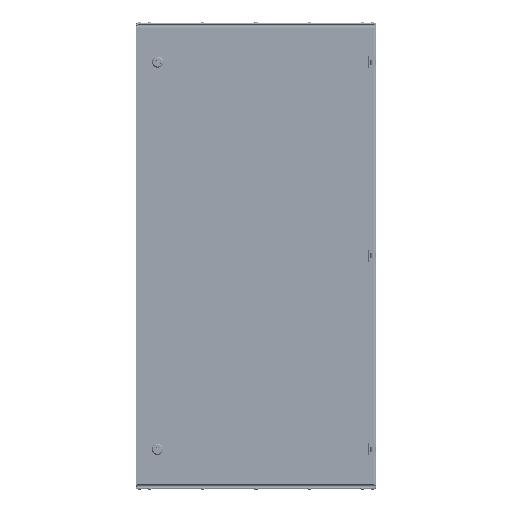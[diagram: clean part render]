
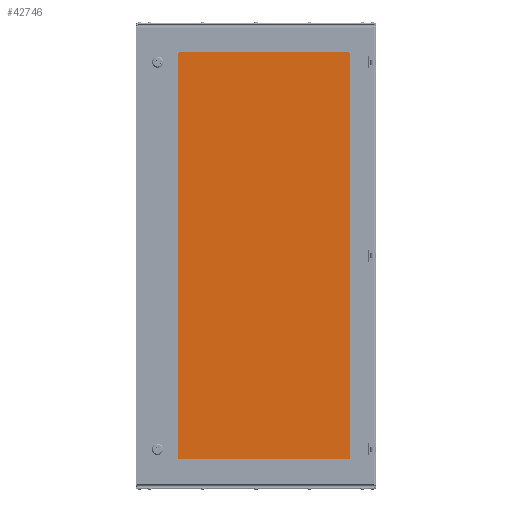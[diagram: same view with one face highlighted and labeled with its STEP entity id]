
A CAD part, top view. The second image highlights one B-rep face of the part: STEP entity #42746.
In plain terms, the highlighted planar face has unit normal (0, 0, 1).
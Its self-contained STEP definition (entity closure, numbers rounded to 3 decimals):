
#3097 = LINE ( 'NONE', #30538, #6301 ) ;
#5222 = ORIENTED_EDGE ( 'NONE', *, *, #28354, .T. ) ;
#5871 = ORIENTED_EDGE ( 'NONE', *, *, #88220, .T. ) ;
#6301 = VECTOR ( 'NONE', #30107, 1000. ) ;
#13073 = CARTESIAN_POINT ( 'NONE',  ( -227.75, -520.5, 4. ) ) ;
#13607 = CIRCLE ( 'NONE', #75286, 10. ) ;
#14730 = PLANE ( 'NONE',  #18228 ) ;
#15770 = ORIENTED_EDGE ( 'NONE', *, *, #78197, .T. ) ;
#16743 = VECTOR ( 'NONE', #33908, 1000. ) ;
#16893 = CIRCLE ( 'NONE', #38446, 10. ) ;
#17056 = CARTESIAN_POINT ( 'NONE',  ( 217.75, 520.5, 4. ) ) ;
#18228 = AXIS2_PLACEMENT_3D ( 'NONE', #42131, #19705, #67762 ) ;
#18400 = VERTEX_POINT ( 'NONE', #17056 ) ;
#18991 = CARTESIAN_POINT ( 'NONE',  ( 227.75, -510.5, 4. ) ) ;
#19705 = DIRECTION ( 'NONE',  ( 0., 0., -1. ) ) ;
#19830 = LINE ( 'NONE', #13073, #52676 ) ;
#21931 = DIRECTION ( 'NONE',  ( -1., 0., 0. ) ) ;
#24911 = CARTESIAN_POINT ( 'NONE',  ( -227.75, 510.5, 4. ) ) ;
#25169 = CIRCLE ( 'NONE', #58101, 10. ) ;
#28354 = EDGE_CURVE ( 'NONE', #54806, #57782, #82314, .T. ) ;
#30107 = DIRECTION ( 'NONE',  ( -1., 0., 0. ) ) ;
#30538 = CARTESIAN_POINT ( 'NONE',  ( -227.75, 520.5, 4. ) ) ;
#33859 = CARTESIAN_POINT ( 'NONE',  ( -217.75, 520.5, 4. ) ) ;
#33908 = DIRECTION ( 'NONE',  ( 0., 1., 0. ) ) ;
#34715 = DIRECTION ( 'NONE',  ( 1., 0., 0. ) ) ;
#37721 = CARTESIAN_POINT ( 'NONE',  ( 217.75, 510.5, 4. ) ) ;
#38446 = AXIS2_PLACEMENT_3D ( 'NONE', #37721, #51644, #79474 ) ;
#38706 = DIRECTION ( 'NONE',  ( 0., 0., 1. ) ) ;
#39649 = CARTESIAN_POINT ( 'NONE',  ( -227.75, -510.5, 4. ) ) ;
#40276 = ORIENTED_EDGE ( 'NONE', *, *, #45202, .T. ) ;
#40478 = DIRECTION ( 'NONE',  ( 0., -1., 0. ) ) ;
#41523 = LINE ( 'NONE', #68929, #16743 ) ;
#42131 = CARTESIAN_POINT ( 'NONE',  ( 0., 0., 4. ) ) ;
#42527 = VERTEX_POINT ( 'NONE', #24911 ) ;
#42735 = ORIENTED_EDGE ( 'NONE', *, *, #71524, .T. ) ;
#42746 = ADVANCED_FACE ( 'NONE', ( #81223 ), #14730, .F. ) ;
#45202 = EDGE_CURVE ( 'NONE', #42527, #85775, #19830, .T. ) ;
#47257 = EDGE_CURVE ( 'NONE', #78087, #18400, #16893, .T. ) ;
#49365 = DIRECTION ( 'NONE',  ( -1., 0., 0. ) ) ;
#51644 = DIRECTION ( 'NONE',  ( 0., 0., 1. ) ) ;
#52065 = VERTEX_POINT ( 'NONE', #18991 ) ;
#52676 = VECTOR ( 'NONE', #40478, 1000. ) ;
#54806 = VERTEX_POINT ( 'NONE', #78729 ) ;
#56548 = CARTESIAN_POINT ( 'NONE',  ( 217.75, -510.5, 4. ) ) ;
#56736 = ORIENTED_EDGE ( 'NONE', *, *, #65903, .T. ) ;
#57782 = VERTEX_POINT ( 'NONE', #75089 ) ;
#57785 = VECTOR ( 'NONE', #34715, 1000. ) ;
#58101 = AXIS2_PLACEMENT_3D ( 'NONE', #56548, #77214, #49365 ) ;
#63920 = EDGE_LOOP ( 'NONE', ( #5222, #5871, #42735, #84225, #56736, #72368, #40276, #15770 ) ) ;
#64183 = DIRECTION ( 'NONE',  ( 0., 0., 1. ) ) ;
#65903 = EDGE_CURVE ( 'NONE', #18400, #66681, #3097, .T. ) ;
#66532 = CARTESIAN_POINT ( 'NONE',  ( -217.75, 510.5, 4. ) ) ;
#66681 = VERTEX_POINT ( 'NONE', #33859 ) ;
#67762 = DIRECTION ( 'NONE',  ( -1., 0., 0. ) ) ;
#67805 = EDGE_CURVE ( 'NONE', #66681, #42527, #13607, .T. ) ;
#68929 = CARTESIAN_POINT ( 'NONE',  ( 227.75, -520.5, 4. ) ) ;
#71524 = EDGE_CURVE ( 'NONE', #52065, #78087, #41523, .T. ) ;
#71961 = CARTESIAN_POINT ( 'NONE',  ( 227.75, 510.5, 4. ) ) ;
#72368 = ORIENTED_EDGE ( 'NONE', *, *, #67805, .T. ) ;
#75089 = CARTESIAN_POINT ( 'NONE',  ( 217.75, -520.5, 4. ) ) ;
#75286 = AXIS2_PLACEMENT_3D ( 'NONE', #66532, #38706, #86291 ) ;
#75588 = CARTESIAN_POINT ( 'NONE',  ( -227.75, -520.5, 4. ) ) ;
#77214 = DIRECTION ( 'NONE',  ( 0., 0., 1. ) ) ;
#78087 = VERTEX_POINT ( 'NONE', #71961 ) ;
#78197 = EDGE_CURVE ( 'NONE', #85775, #54806, #83795, .T. ) ;
#78729 = CARTESIAN_POINT ( 'NONE',  ( -217.75, -520.5, 4. ) ) ;
#79474 = DIRECTION ( 'NONE',  ( -1., 0., 0. ) ) ;
#81223 = FACE_OUTER_BOUND ( 'NONE', #63920, .T. ) ;
#82312 = AXIS2_PLACEMENT_3D ( 'NONE', #83438, #64183, #21931 ) ;
#82314 = LINE ( 'NONE', #75588, #57785 ) ;
#83438 = CARTESIAN_POINT ( 'NONE',  ( -217.75, -510.5, 4. ) ) ;
#83795 = CIRCLE ( 'NONE', #82312, 10. ) ;
#84225 = ORIENTED_EDGE ( 'NONE', *, *, #47257, .T. ) ;
#85775 = VERTEX_POINT ( 'NONE', #39649 ) ;
#86291 = DIRECTION ( 'NONE',  ( -1., 0., 0. ) ) ;
#88220 = EDGE_CURVE ( 'NONE', #57782, #52065, #25169, .T. ) ;
